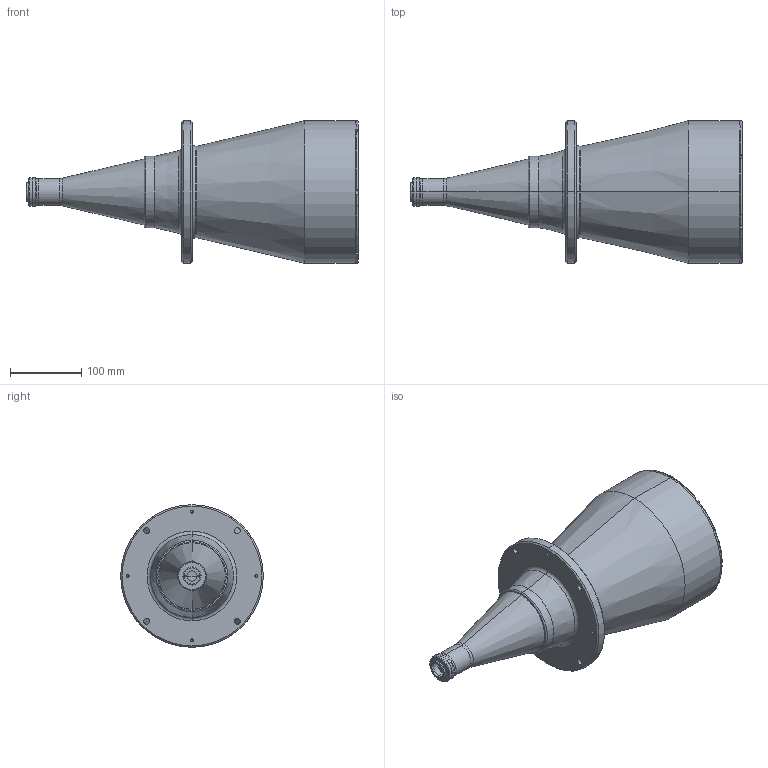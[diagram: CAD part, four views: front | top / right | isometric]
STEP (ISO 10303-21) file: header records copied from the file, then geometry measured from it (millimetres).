
FILE_DESCRIPTION (( 'STEP AP214' ), '1' );
FILE_NAME ('TC12144.STEP', '2013-04-20T10:01:27', ( 'Work' ), ( '' ), 'SwSTEP 2.0', 'SolidWorks 2013', '' );
FILE_SCHEMA (( 'AUTOMOTIVE_DESIGN' ));
Length unit declared in the file: millimetre
Products named in the file (1): TC12144
Bounding box: 465.7 x 200 x 200 mm (x, y, z)
Surface area: 283496.8 mm2 (no closed solid volume)
Topology: 0 solids, 12 shells, 150 faces, 416 edges, 283 vertices
Faces by surface type: cylinder 80, plane 34, cone 18, torus 16, sphere 2
Entity records: 6808 total; most frequent: CARTESIAN_POINT 1006, DIRECTION 970, ORIENTED_EDGE 752, EDGE_CURVE 416, AXIS2_PLACEMENT_3D 415, VERTEX_POINT 283, CIRCLE 264, EDGE_LOOP 211
